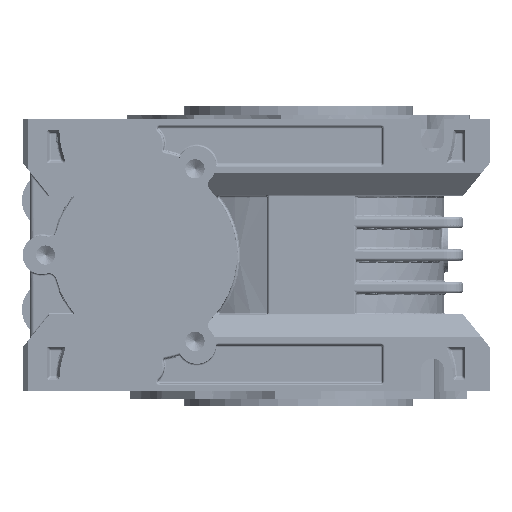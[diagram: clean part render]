
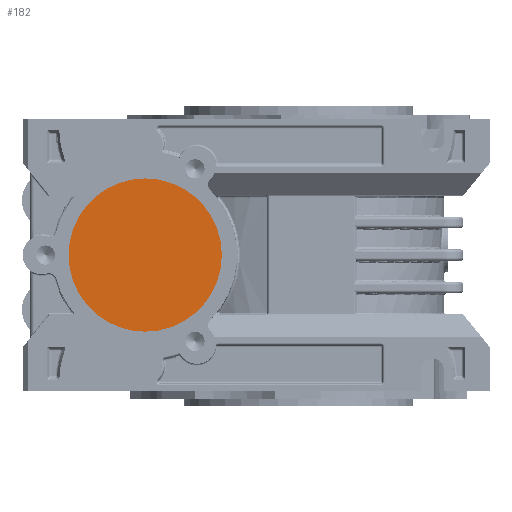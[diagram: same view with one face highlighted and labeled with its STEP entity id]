
A CAD part, left-side view. The second image highlights one B-rep face of the part: STEP entity #182.
In plain terms, the highlighted planar face has unit normal (-1, 0, 0).
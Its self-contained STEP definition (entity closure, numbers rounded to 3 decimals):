
#182=ADVANCED_FACE('',(#23636),#23638,.T.);
#23636=FACE_BOUND('',#23637,.T.);
#23637=EDGE_LOOP('',(#58196));
#23638=PLANE('',#23639);
#23639=AXIS2_PLACEMENT_3D('',#23640,#23641,#23642);
#23640=CARTESIAN_POINT('',(-72.315,0.,0.));
#23641=DIRECTION('',(-1.,0.,0.));
#23642=DIRECTION('',(0.,0.,1.));
#58196=ORIENTED_EDGE('',*,*,#71041,.T.);
#71041=EDGE_CURVE('',#77465,#77465,#77466,.T.);
#77465=VERTEX_POINT('',#88011);
#77466=CIRCLE('',#88012,20.);
#88011=CARTESIAN_POINT('',(-72.315,35.288,29.019));
#88012=AXIS2_PLACEMENT_3D('',#88013,#88014,#88015);
#88013=CARTESIAN_POINT('',(-72.315,35.288,9.019));
#88014=DIRECTION('',(-1.,0.,0.));
#88015=DIRECTION('',(0.,0.,1.));
